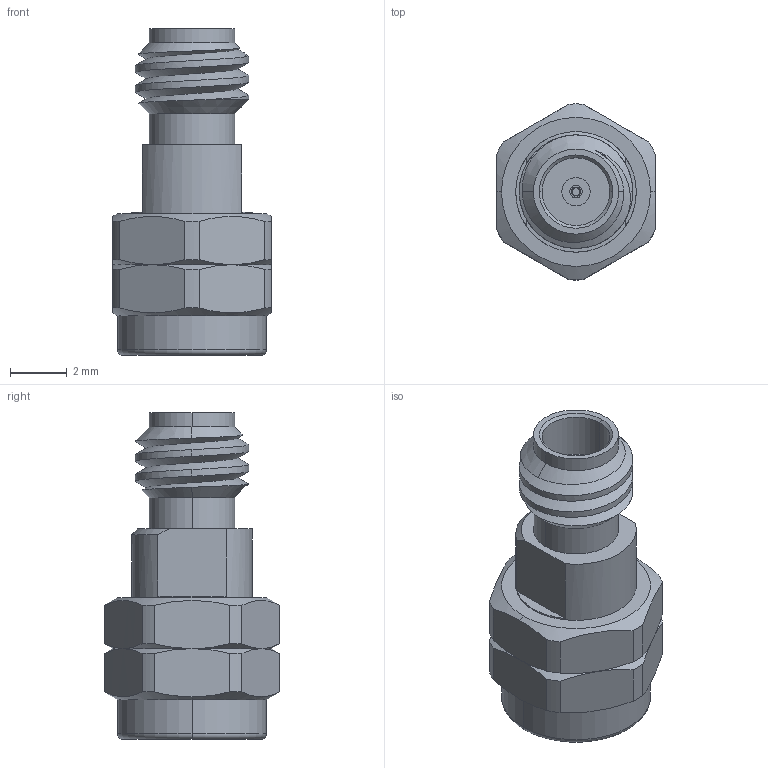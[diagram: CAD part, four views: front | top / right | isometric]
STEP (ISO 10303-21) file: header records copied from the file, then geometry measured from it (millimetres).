
FILE_DESCRIPTION (( 'STEP AP214' ), '1' );
FILE_NAME ('CT-1F08M-LN1.STEP', '2024-11-19T00:02:01', ( '' ), ( '' ), 'SwSTEP 2.0', 'SolidWorks 2021', '' );
FILE_SCHEMA (( 'AUTOMOTIVE_DESIGN' ));
Length unit declared in the file: millimetre
Products named in the file (1): CT-1F08M-LN1
Bounding box: 5.6 x 6.2 x 11.52 mm (x, y, z)
Volume: 165.8 mm3; surface area: 293.3 mm2
Topology: 1 solids, 1 shells, 123 faces, 290 edges, 179 vertices
Faces by surface type: cylinder 46, plane 37, cone 36, torus 2, bspline 2
Entity records: 4580 total; most frequent: CARTESIAN_POINT 1772, DIRECTION 587, ORIENTED_EDGE 580, EDGE_CURVE 290, AXIS2_PLACEMENT_3D 242, VERTEX_POINT 179, EDGE_LOOP 133, FACE_OUTER_BOUND 123
